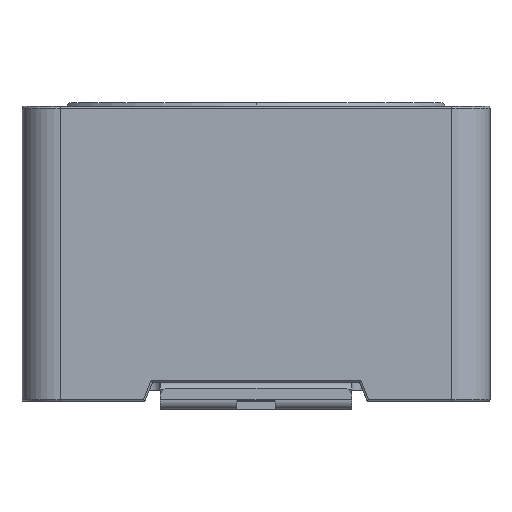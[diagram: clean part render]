
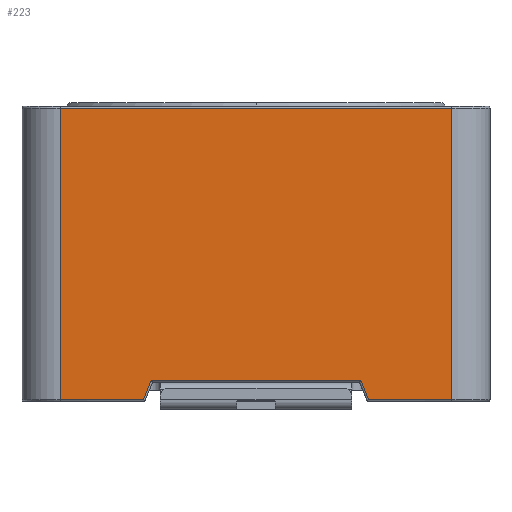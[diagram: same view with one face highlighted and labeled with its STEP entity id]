
A CAD part, left-side view. The second image highlights one B-rep face of the part: STEP entity #223.
In plain terms, the highlighted planar face has unit normal (-1, 0, 0).
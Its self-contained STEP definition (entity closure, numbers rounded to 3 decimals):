
#218 = DIRECTION ( 'NONE',  ( 0., 1., 0. ) ) ;
#223 = ADVANCED_FACE ( 'NONE', ( #8763 ), #7849, .F. ) ;
#736 = EDGE_CURVE ( 'NONE', #8265, #11988, #6469, .T. ) ;
#1073 = DIRECTION ( 'NONE',  ( 0., -1., 0. ) ) ;
#1457 = ORIENTED_EDGE ( 'NONE', *, *, #12969, .T. ) ;
#1580 = EDGE_CURVE ( 'NONE', #11988, #12907, #5742, .T. ) ;
#1616 = DIRECTION ( 'NONE',  ( 0., 0., -1. ) ) ;
#1741 = VERTEX_POINT ( 'NONE', #10119 ) ;
#2153 = ORIENTED_EDGE ( 'NONE', *, *, #1580, .T. ) ;
#2334 = CARTESIAN_POINT ( 'NONE',  ( -6.1, 2.746, 0.729 ) ) ;
#2337 = EDGE_CURVE ( 'NONE', #1741, #8657, #6795, .T. ) ;
#2356 = VECTOR ( 'NONE', #218, 1000. ) ;
#2390 = CARTESIAN_POINT ( 'NONE',  ( -6.1, -5.1, 0.26 ) ) ;
#2467 = DIRECTION ( 'NONE',  ( 0., -0.371, 0.928 ) ) ;
#2763 = CARTESIAN_POINT ( 'NONE',  ( -6.1, -5.1, 0.26 ) ) ;
#2858 = DIRECTION ( 'NONE',  ( 1., 0., 0. ) ) ;
#2886 = EDGE_CURVE ( 'NONE', #8616, #8657, #4741, .T. ) ;
#3166 = LINE ( 'NONE', #9129, #6517 ) ;
#3371 = CARTESIAN_POINT ( 'NONE',  ( -6.1, 5.1, 7.85 ) ) ;
#3512 = CARTESIAN_POINT ( 'NONE',  ( -6.1, 2.734, 0.76 ) ) ;
#3723 = ORIENTED_EDGE ( 'NONE', *, *, #736, .T. ) ;
#3800 = ORIENTED_EDGE ( 'NONE', *, *, #12104, .T. ) ;
#4069 = ORIENTED_EDGE ( 'NONE', *, *, #6269, .T. ) ;
#4429 = CARTESIAN_POINT ( 'NONE',  ( -6.1, -2.934, 0.26 ) ) ;
#4588 = VECTOR ( 'NONE', #2467, 1000. ) ;
#4689 = DIRECTION ( 'NONE',  ( 0., -1., 0. ) ) ;
#4741 = LINE ( 'NONE', #2763, #5803 ) ;
#4799 = DIRECTION ( 'NONE',  ( 0., -1., 0. ) ) ;
#4944 = CARTESIAN_POINT ( 'NONE',  ( -6.1, 2.934, 0.26 ) ) ;
#5178 = VECTOR ( 'NONE', #1616, 1000. ) ;
#5355 = LINE ( 'NONE', #9411, #7327 ) ;
#5710 = VERTEX_POINT ( 'NONE', #8781 ) ;
#5742 = LINE ( 'NONE', #10710, #7535 ) ;
#5751 = CARTESIAN_POINT ( 'NONE',  ( -6.1, 5.1, 7.9 ) ) ;
#5803 = VECTOR ( 'NONE', #4799, 1000. ) ;
#5904 = DIRECTION ( 'NONE',  ( 0., 1., 0. ) ) ;
#5968 = ORIENTED_EDGE ( 'NONE', *, *, #2337, .F. ) ;
#6269 = EDGE_CURVE ( 'NONE', #8634, #5710, #10719, .T. ) ;
#6469 = LINE ( 'NONE', #2334, #4588 ) ;
#6517 = VECTOR ( 'NONE', #1073, 1000. ) ;
#6738 = ORIENTED_EDGE ( 'NONE', *, *, #2886, .T. ) ;
#6795 = LINE ( 'NONE', #10787, #5178 ) ;
#7327 = VECTOR ( 'NONE', #10403, 1000. ) ;
#7355 = CARTESIAN_POINT ( 'NONE',  ( -6.1, -2.734, 0.76 ) ) ;
#7535 = VECTOR ( 'NONE', #4689, 1000. ) ;
#7849 = PLANE ( 'NONE',  #9400 ) ;
#8265 = VERTEX_POINT ( 'NONE', #4944 ) ;
#8616 = VERTEX_POINT ( 'NONE', #4429 ) ;
#8634 = VERTEX_POINT ( 'NONE', #3371 ) ;
#8657 = VERTEX_POINT ( 'NONE', #2390 ) ;
#8763 = FACE_OUTER_BOUND ( 'NONE', #8883, .T. ) ;
#8781 = CARTESIAN_POINT ( 'NONE',  ( -6.1, 5.1, 0.26 ) ) ;
#8883 = EDGE_LOOP ( 'NONE', ( #5968, #1457, #4069, #3800, #3723, #2153, #11664, #6738 ) ) ;
#9129 = CARTESIAN_POINT ( 'NONE',  ( -6.1, 2.9, 0.26 ) ) ;
#9324 = LINE ( 'NONE', #10190, #2356 ) ;
#9400 = AXIS2_PLACEMENT_3D ( 'NONE', #11838, #2858, #5904 ) ;
#9411 = CARTESIAN_POINT ( 'NONE',  ( -6.1, -2.946, 0.229 ) ) ;
#9730 = DIRECTION ( 'NONE',  ( 0., 0., -1. ) ) ;
#10119 = CARTESIAN_POINT ( 'NONE',  ( -6.1, -5.1, 7.85 ) ) ;
#10190 = CARTESIAN_POINT ( 'NONE',  ( -6.1, 5.1, 7.85 ) ) ;
#10403 = DIRECTION ( 'NONE',  ( 0., -0.371, -0.928 ) ) ;
#10710 = CARTESIAN_POINT ( 'NONE',  ( -6.1, 5.1, 0.76 ) ) ;
#10719 = LINE ( 'NONE', #5751, #11137 ) ;
#10787 = CARTESIAN_POINT ( 'NONE',  ( -6.1, -5.1, 7.9 ) ) ;
#11137 = VECTOR ( 'NONE', #9730, 1000. ) ;
#11664 = ORIENTED_EDGE ( 'NONE', *, *, #11892, .T. ) ;
#11838 = CARTESIAN_POINT ( 'NONE',  ( -6.1, 5.1, 7.9 ) ) ;
#11892 = EDGE_CURVE ( 'NONE', #12907, #8616, #5355, .T. ) ;
#11988 = VERTEX_POINT ( 'NONE', #3512 ) ;
#12104 = EDGE_CURVE ( 'NONE', #5710, #8265, #3166, .T. ) ;
#12907 = VERTEX_POINT ( 'NONE', #7355 ) ;
#12969 = EDGE_CURVE ( 'NONE', #1741, #8634, #9324, .T. ) ;
